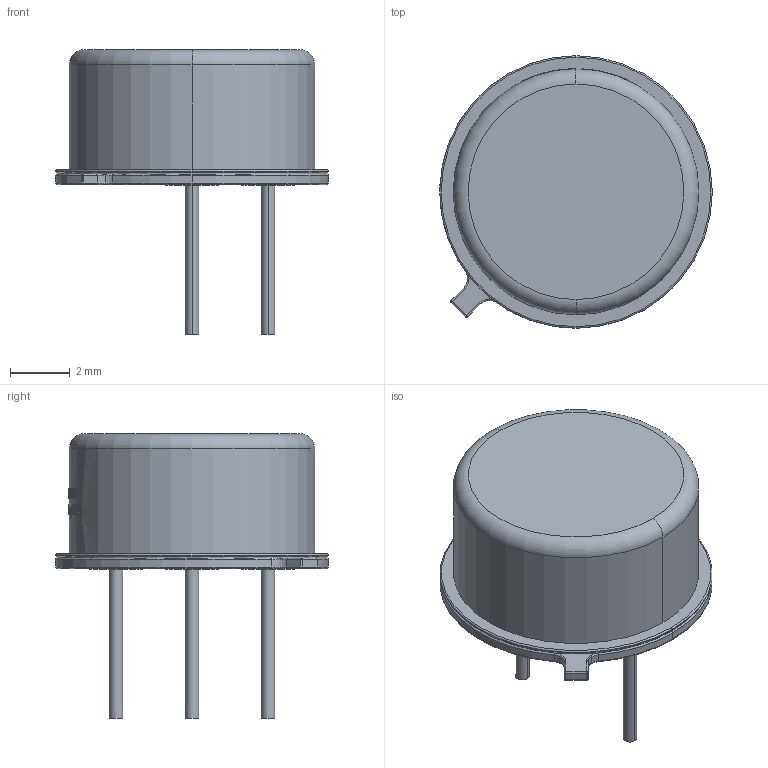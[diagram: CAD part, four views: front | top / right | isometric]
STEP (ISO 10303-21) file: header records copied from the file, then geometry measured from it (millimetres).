
FILE_DESCRIPTION (( 'STEP AP214' ), '1' );
FILE_NAME ('TO-5-3_BD9.1-P2.54_PIR203A-D0.STEP', '2024-08-26T13:05:57', ( '' ), ( '' ), 'SwSTEP 2.0', 'SolidWorks 2020', '' );
FILE_SCHEMA (( 'AUTOMOTIVE_DESIGN' ));
Length unit declared in the file: millimetre
Products named in the file (1): TO-5-3_BD9.1-P2.54_PIR203A-D0
Bounding box: 9.1 x 9.1 x 9.5 mm (x, y, z)
Volume: 245.1 mm3; surface area: 266.1 mm2
Topology: 1 solids, 1 shells, 291 faces, 758 edges, 491 vertices
Faces by surface type: bspline 121, plane 99, cylinder 50, torus 17, sphere 4
Entity records: 13171 total; most frequent: CARTESIAN_POINT 3781, ORIENTED_EDGE 1508, DIRECTION 897, EDGE_CURVE 754, VERTEX_POINT 491, B_SPLINE_CURVE_WITH_KNOTS 394, AXIS2_PLACEMENT_3D 366, EDGE_LOOP 317
